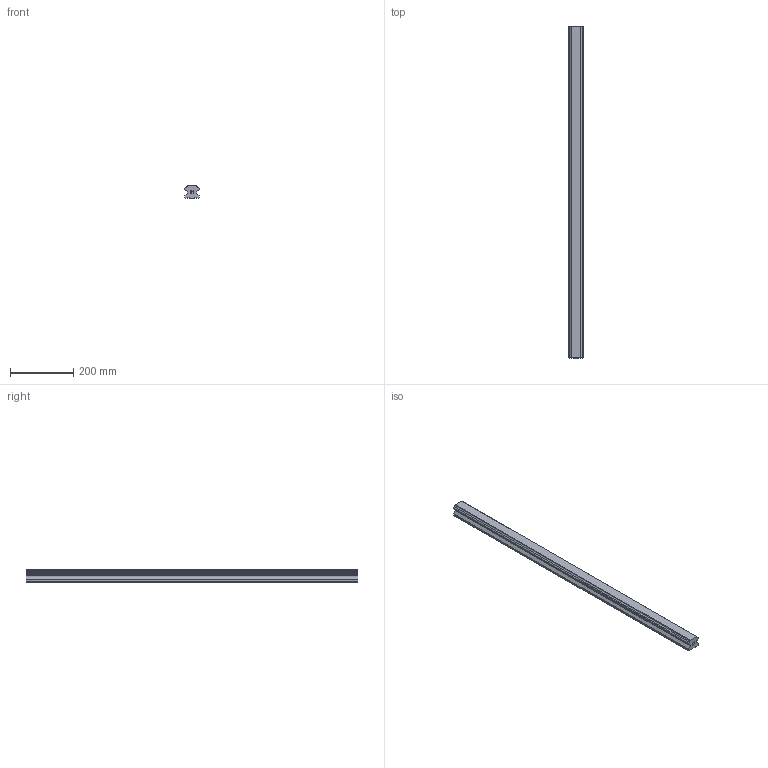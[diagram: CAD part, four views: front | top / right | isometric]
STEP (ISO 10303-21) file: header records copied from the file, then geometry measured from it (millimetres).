
FILE_DESCRIPTION(('STEP AP214'),'1');
FILE_NAME('cctmp_9A36C473-B447-4018-8145-09496913E930_2021_02_01_12_24_32_0943..stp','2021-02-01T11:24:33',('HIWIN GmbH'),('CADClick - www.CADClick.com'),'Spatial InterOp 3D',' ','unknown authorization');
FILE_SCHEMA(('AUTOMOTIVE_DESIGN'));
Length unit declared in the file: millimetre
Products named in the file (1): HGR45T1050C_FILE
Bounding box: 45 x 1050 x 38 mm (x, y, z)
Volume: 1470472.3 mm3; surface area: 192015.1 mm2
Topology: 1 solids, 1 shells, 137 faces, 373 edges, 232 vertices
Faces by surface type: plane 93, cylinder 24, cone 20
Entity records: 5235 total; most frequent: CARTESIAN_POINT 723, ORIENTED_EDGE 706, DIRECTION 677, EDGE_CURVE 353, LINE 305, VECTOR 305, VERTEX_POINT 232, AXIS2_PLACEMENT_3D 186
